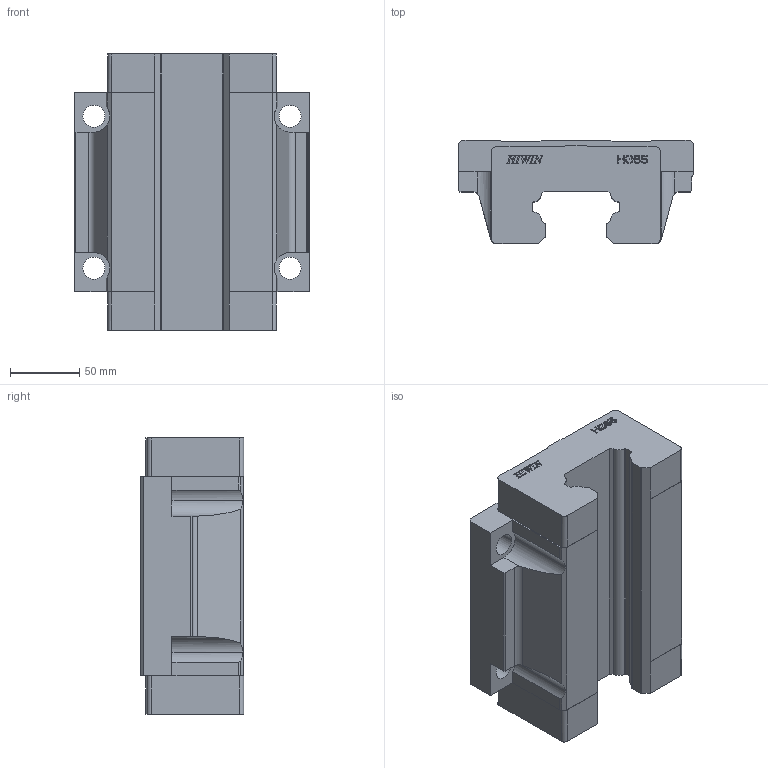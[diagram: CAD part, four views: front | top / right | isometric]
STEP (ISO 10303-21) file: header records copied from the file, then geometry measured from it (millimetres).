
FILE_DESCRIPTION (( 'STEP AP203' ), '1' );
FILE_NAME ('HGW65CC.STEP', '2007-01-11T14:54:22', ( 'HIWIN GmbH' ), ( '77654 Offenburg' ), 'SwSTEP 2.0', 'SolidWorks 2006104', '' );
FILE_SCHEMA (( 'CONFIG_CONTROL_DESIGN' ));
Length unit declared in the file: millimetre
Products named in the file (1): HGW65CC
Bounding box: 170 x 75 x 200.5 mm (x, y, z)
Volume: 1630688 mm3; surface area: 129001 mm2
Topology: 1 solids, 1 shells, 416 faces, 1204 edges, 800 vertices
Faces by surface type: plane 323, bspline 60, cylinder 33
Entity records: 14821 total; most frequent: CARTESIAN_POINT 4167, ORIENTED_EDGE 2408, DIRECTION 1848, EDGE_CURVE 1204, VECTOR 998, LINE 998, VERTEX_POINT 800, EDGE_LOOP 434
